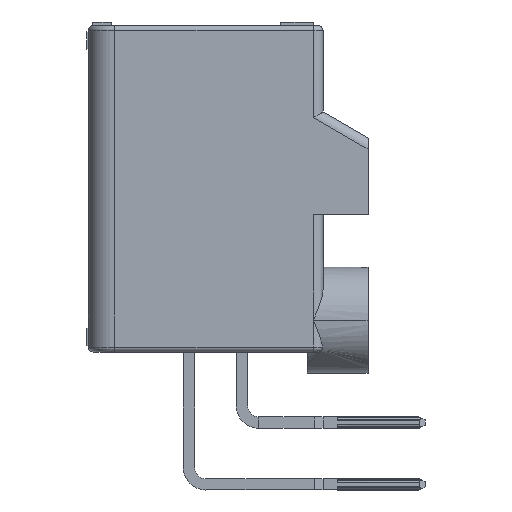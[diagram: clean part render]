
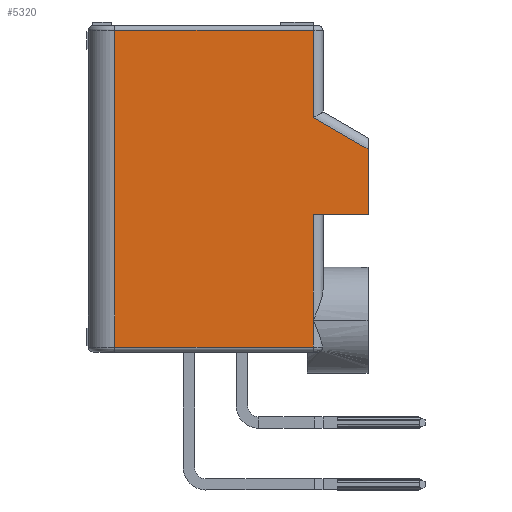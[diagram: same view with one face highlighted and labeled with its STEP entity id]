
A CAD part, left-side view. The second image highlights one B-rep face of the part: STEP entity #5320.
In plain terms, the highlighted planar face has unit normal (-1, 0, 0).
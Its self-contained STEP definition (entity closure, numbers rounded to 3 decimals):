
#55=CARTESIAN_POINT('',(-24.95,-6.1,-7.45));
#56=VERTEX_POINT('',#55);
#2438=CARTESIAN_POINT('',(-24.95,-6.1,-8.97));
#2439=VERTEX_POINT('',#2438);
#2480=CARTESIAN_POINT('',(-24.95,5.15,-8.97));
#2481=VERTEX_POINT('',#2480);
#2482=CARTESIAN_POINT('',(-24.95,-6.1,-8.97));
#2483=CARTESIAN_POINT('',(-24.95,-3.85,-8.97));
#2484=CARTESIAN_POINT('',(-24.95,-1.6,-8.97));
#2485=CARTESIAN_POINT('',(-24.95,0.65,-8.97));
#2486=CARTESIAN_POINT('',(-24.95,2.9,-8.97));
#2487=CARTESIAN_POINT('',(-24.95,5.15,-8.97));
#2488=B_SPLINE_CURVE_WITH_KNOTS('',5,(#2482,#2483,#2484,#2485,#2486,#2487),.UNSPECIFIED.,.F.,.U.,(6,6),(0.,11.25),.UNSPECIFIED.);
#2489=EDGE_CURVE('',#2439,#2481,#2488,.T.);
#4793=CARTESIAN_POINT('',(-24.95,-6.1,-1.45));
#4794=VERTEX_POINT('',#4793);
#4813=CARTESIAN_POINT('',(-24.95,-6.1,-1.45));
#4814=CARTESIAN_POINT('',(-24.95,-6.1,-2.65));
#4815=CARTESIAN_POINT('',(-24.95,-6.1,-3.85));
#4816=CARTESIAN_POINT('',(-24.95,-6.1,-5.05));
#4817=CARTESIAN_POINT('',(-24.95,-6.1,-6.25));
#4818=CARTESIAN_POINT('',(-24.95,-6.1,-7.45));
#4819=B_SPLINE_CURVE_WITH_KNOTS('',5,(#4813,#4814,#4815,#4816,#4817,#4818),.UNSPECIFIED.,.F.,.U.,(6,6),(0.,6.),.UNSPECIFIED.);
#4820=EDGE_CURVE('',#4794,#56,#4819,.T.);
#5043=CARTESIAN_POINT('',(-24.95,-6.1,-7.45));
#5044=CARTESIAN_POINT('',(-24.95,-6.1,-7.754));
#5045=CARTESIAN_POINT('',(-24.95,-6.1,-8.058));
#5046=CARTESIAN_POINT('',(-24.95,-6.1,-8.362));
#5047=CARTESIAN_POINT('',(-24.95,-6.1,-8.666));
#5048=CARTESIAN_POINT('',(-24.95,-6.1,-8.97));
#5049=B_SPLINE_CURVE_WITH_KNOTS('',5,(#5043,#5044,#5045,#5046,#5047,#5048),.UNSPECIFIED.,.F.,.U.,(6,6),(0.,1.52),.UNSPECIFIED.);
#5050=EDGE_CURVE('',#56,#2439,#5049,.T.);
#5246=CARTESIAN_POINT('',(-24.95,-2.025,0.));
#5247=DIRECTION('',(0.,-1.,0.));
#5248=DIRECTION('',(-1.,0.,0.));
#5249=AXIS2_PLACEMENT_3D('',#5246,#5248,#5247);
#5250=PLANE('',#5249);
#5251=CARTESIAN_POINT('',(-24.95,-9.2,2.244));
#5252=VERTEX_POINT('',#5251);
#5253=CARTESIAN_POINT('',(-24.95,-6.1,4.032));
#5254=VERTEX_POINT('',#5253);
#5255=CARTESIAN_POINT('',(-24.95,-9.2,2.244));
#5256=CARTESIAN_POINT('',(-24.95,-8.58,2.602));
#5257=CARTESIAN_POINT('',(-24.95,-7.96,2.959));
#5258=CARTESIAN_POINT('',(-24.95,-7.34,3.317));
#5259=CARTESIAN_POINT('',(-24.95,-6.72,3.675));
#5260=CARTESIAN_POINT('',(-24.95,-6.1,4.032));
#5261=B_SPLINE_CURVE_WITH_KNOTS('',5,(#5255,#5256,#5257,#5258,#5259,#5260),.UNSPECIFIED.,.F.,.U.,(6,6),(0.,3.579),.UNSPECIFIED.);
#5262=EDGE_CURVE('',#5252,#5254,#5261,.T.);
#5263=ORIENTED_EDGE('',*,*,#5262,.T.);
#5264=CARTESIAN_POINT('',(-24.95,-6.1,8.97));
#5265=VERTEX_POINT('',#5264);
#5266=CARTESIAN_POINT('',(-24.95,-6.1,4.032));
#5267=CARTESIAN_POINT('',(-24.95,-6.1,5.02));
#5268=CARTESIAN_POINT('',(-24.95,-6.1,6.007));
#5269=CARTESIAN_POINT('',(-24.95,-6.1,6.995));
#5270=CARTESIAN_POINT('',(-24.95,-6.1,7.982));
#5271=CARTESIAN_POINT('',(-24.95,-6.1,8.97));
#5272=B_SPLINE_CURVE_WITH_KNOTS('',5,(#5266,#5267,#5268,#5269,#5270,#5271),.UNSPECIFIED.,.F.,.U.,(6,6),(0.,4.938),.UNSPECIFIED.);
#5273=EDGE_CURVE('',#5254,#5265,#5272,.T.);
#5274=ORIENTED_EDGE('',*,*,#5273,.T.);
#5275=CARTESIAN_POINT('',(-24.95,5.15,8.97));
#5276=VERTEX_POINT('',#5275);
#5277=CARTESIAN_POINT('',(-24.95,-6.1,8.97));
#5278=CARTESIAN_POINT('',(-24.95,-3.85,8.97));
#5279=CARTESIAN_POINT('',(-24.95,-1.6,8.97));
#5280=CARTESIAN_POINT('',(-24.95,0.65,8.97));
#5281=CARTESIAN_POINT('',(-24.95,2.9,8.97));
#5282=CARTESIAN_POINT('',(-24.95,5.15,8.97));
#5283=B_SPLINE_CURVE_WITH_KNOTS('',5,(#5277,#5278,#5279,#5280,#5281,#5282),.UNSPECIFIED.,.F.,.U.,(6,6),(0.,11.25),.UNSPECIFIED.);
#5284=EDGE_CURVE('',#5265,#5276,#5283,.T.);
#5285=ORIENTED_EDGE('',*,*,#5284,.T.);
#5286=CARTESIAN_POINT('',(-24.95,5.15,8.97));
#5287=CARTESIAN_POINT('',(-24.95,5.15,5.382));
#5288=CARTESIAN_POINT('',(-24.95,5.15,1.794));
#5289=CARTESIAN_POINT('',(-24.95,5.15,-1.794));
#5290=CARTESIAN_POINT('',(-24.95,5.15,-5.382));
#5291=CARTESIAN_POINT('',(-24.95,5.15,-8.97));
#5292=B_SPLINE_CURVE_WITH_KNOTS('',5,(#5286,#5287,#5288,#5289,#5290,#5291),.UNSPECIFIED.,.F.,.U.,(6,6),(0.,17.94),.UNSPECIFIED.);
#5293=EDGE_CURVE('',#5276,#2481,#5292,.T.);
#5294=ORIENTED_EDGE('',*,*,#5293,.T.);
#5295=ORIENTED_EDGE('',*,*,#2489,.F.);
#5296=ORIENTED_EDGE('',*,*,#5050,.F.);
#5297=ORIENTED_EDGE('',*,*,#4820,.F.);
#5298=CARTESIAN_POINT('',(-24.95,-9.2,-1.45));
#5299=VERTEX_POINT('',#5298);
#5300=CARTESIAN_POINT('',(-24.95,-6.1,-1.45));
#5301=CARTESIAN_POINT('',(-24.95,-6.72,-1.45));
#5302=CARTESIAN_POINT('',(-24.95,-7.34,-1.45));
#5303=CARTESIAN_POINT('',(-24.95,-7.96,-1.45));
#5304=CARTESIAN_POINT('',(-24.95,-8.58,-1.45));
#5305=CARTESIAN_POINT('',(-24.95,-9.2,-1.45));
#5306=B_SPLINE_CURVE_WITH_KNOTS('',5,(#5300,#5301,#5302,#5303,#5304,#5305),.UNSPECIFIED.,.F.,.U.,(6,6),(0.,3.1),.UNSPECIFIED.);
#5307=EDGE_CURVE('',#4794,#5299,#5306,.T.);
#5308=ORIENTED_EDGE('',*,*,#5307,.T.);
#5309=CARTESIAN_POINT('',(-24.95,-9.2,-1.45));
#5310=CARTESIAN_POINT('',(-24.95,-9.2,-0.711));
#5311=CARTESIAN_POINT('',(-24.95,-9.2,0.028));
#5312=CARTESIAN_POINT('',(-24.95,-9.2,0.766));
#5313=CARTESIAN_POINT('',(-24.95,-9.2,1.505));
#5314=CARTESIAN_POINT('',(-24.95,-9.2,2.244));
#5315=B_SPLINE_CURVE_WITH_KNOTS('',5,(#5309,#5310,#5311,#5312,#5313,#5314),.UNSPECIFIED.,.F.,.U.,(6,6),(0.,3.694),.UNSPECIFIED.);
#5316=EDGE_CURVE('',#5299,#5252,#5315,.T.);
#5317=ORIENTED_EDGE('',*,*,#5316,.T.);
#5318=EDGE_LOOP('',(#5263,#5274,#5285,#5294,#5295,#5296,#5297,#5308,#5317));
#5319=FACE_OUTER_BOUND('',#5318,.T.);
#5320=ADVANCED_FACE('',(#5319),#5250,.T.);
